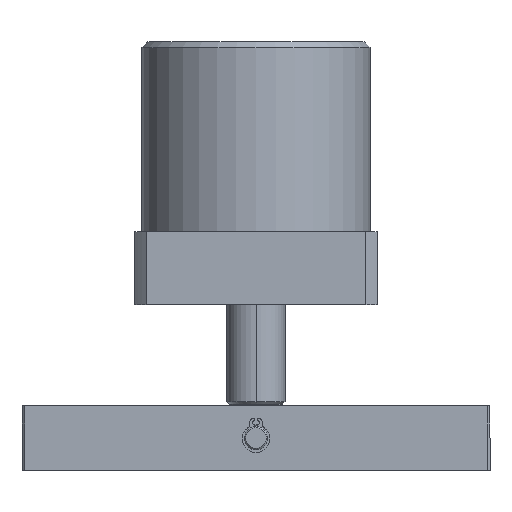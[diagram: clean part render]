
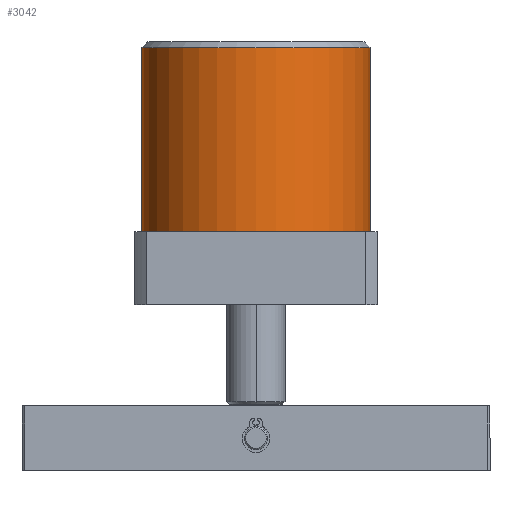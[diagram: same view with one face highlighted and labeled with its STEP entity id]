
A CAD part, front view. The second image highlights one B-rep face of the part: STEP entity #3042.
In plain terms, the highlighted cylindrical face has radius 39 mm (diameter 78 mm), a partial arc.
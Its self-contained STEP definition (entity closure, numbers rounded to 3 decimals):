
#822 = ORIENTED_EDGE ( 'NONE', *, *, #935, .F. ) ;
#823 = ORIENTED_EDGE ( 'NONE', *, *, #938, .T. ) ;
#824 = ORIENTED_EDGE ( 'NONE', *, *, #865, .T. ) ;
#825 = ORIENTED_EDGE ( 'NONE', *, *, #950, .T. ) ;
#865 = EDGE_CURVE ( 'NONE', #1628, #1683, #4236, .T. ) ;
#935 = EDGE_CURVE ( 'NONE', #1625, #1624, #4338, .T. ) ;
#938 = EDGE_CURVE ( 'NONE', #1625, #1628, #4345, .T. ) ;
#950 = EDGE_CURVE ( 'NONE', #1683, #1624, #4362, .T. ) ;
#1310 = CARTESIAN_POINT ( 'NONE',  ( -39., 0., 25. ) ) ;
#1624 = VERTEX_POINT ( 'NONE', #6810 ) ;
#1625 = VERTEX_POINT ( 'NONE', #6877 ) ;
#1628 = VERTEX_POINT ( 'NONE', #6875 ) ;
#1683 = VERTEX_POINT ( 'NONE', #1310 ) ;
#3042 = ADVANCED_FACE ( 'NONE', ( #7125 ), #7142, .T. ) ;
#3077 = AXIS2_PLACEMENT_3D ( 'NONE', #4475, #4383, #4504 ) ;
#3106 = AXIS2_PLACEMENT_3D ( 'NONE', #4449, #4639, #4646 ) ;
#3237 = DIRECTION ( 'NONE',  ( -1., 0., 0. ) ) ;
#3256 = DIRECTION ( 'NONE',  ( 0., 0., -1. ) ) ;
#3267 = CARTESIAN_POINT ( 'NONE',  ( 0., 0., 90. ) ) ;
#4085 = EDGE_LOOP ( 'NONE', ( #822, #823, #824, #825 ) ) ;
#4236 = LINE ( 'NONE', #4939, #4239 ) ;
#4239 = VECTOR ( 'NONE', #4937, 1000. ) ;
#4338 = LINE ( 'NONE', #4442, #4344 ) ;
#4344 = VECTOR ( 'NONE', #4428, 1000. ) ;
#4345 = CIRCLE ( 'NONE', #3077, 39. ) ;
#4362 = CIRCLE ( 'NONE', #3106, 39. ) ;
#4383 = DIRECTION ( 'NONE',  ( 0., 0., -1. ) ) ;
#4428 = DIRECTION ( 'NONE',  ( 0., 0., -1. ) ) ;
#4442 = CARTESIAN_POINT ( 'NONE',  ( 39., 0., 90. ) ) ;
#4449 = CARTESIAN_POINT ( 'NONE',  ( 0., 0., 25. ) ) ;
#4475 = CARTESIAN_POINT ( 'NONE',  ( 0., 0., 88. ) ) ;
#4504 = DIRECTION ( 'NONE',  ( 1., 0., 0. ) ) ;
#4639 = DIRECTION ( 'NONE',  ( 0., 0., 1. ) ) ;
#4646 = DIRECTION ( 'NONE',  ( 1., 0., 0. ) ) ;
#4937 = DIRECTION ( 'NONE',  ( 0., 0., -1. ) ) ;
#4939 = CARTESIAN_POINT ( 'NONE',  ( -39., 0., 90. ) ) ;
#5412 = AXIS2_PLACEMENT_3D ( 'NONE', #3267, #3256, #3237 ) ;
#6810 = CARTESIAN_POINT ( 'NONE',  ( 39., 0., 25. ) ) ;
#6875 = CARTESIAN_POINT ( 'NONE',  ( -39., 0., 88. ) ) ;
#6877 = CARTESIAN_POINT ( 'NONE',  ( 39., 0., 88. ) ) ;
#7125 = FACE_OUTER_BOUND ( 'NONE', #4085, .T. ) ;
#7142 = CYLINDRICAL_SURFACE ( 'NONE', #5412, 39. ) ;
